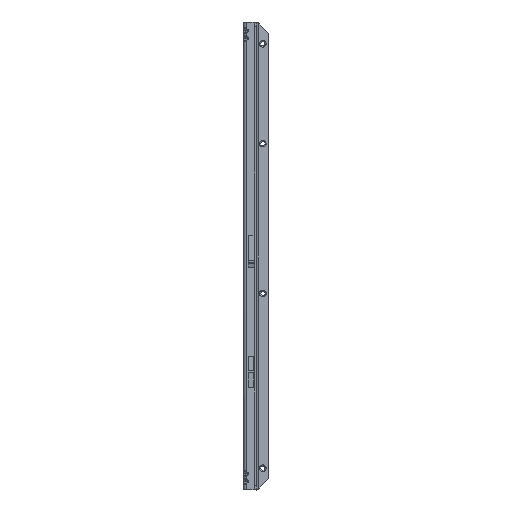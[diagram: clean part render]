
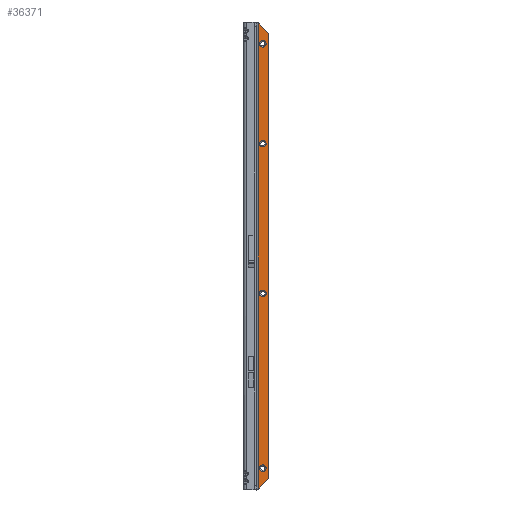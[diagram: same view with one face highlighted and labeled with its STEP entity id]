
A CAD part, front view. The second image highlights one B-rep face of the part: STEP entity #36371.
In plain terms, the highlighted planar face has unit normal (0, -1, 0).
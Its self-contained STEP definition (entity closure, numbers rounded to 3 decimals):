
#285 = CIRCLE ( 'NONE', #54745, 4.25 ) ;
#348 = DIRECTION ( 'NONE',  ( 0., 1., 0. ) ) ;
#1655 = CIRCLE ( 'NONE', #3451, 4.25 ) ;
#1909 = DIRECTION ( 'NONE',  ( 0., 1., 0. ) ) ;
#2307 = CARTESIAN_POINT ( 'NONE',  ( 0.5, -1.5, -598.742 ) ) ;
#2341 = EDGE_CURVE ( 'NONE', #29044, #49897, #12647, .T. ) ;
#2808 = CIRCLE ( 'NONE', #9945, 4.25 ) ;
#2813 = DIRECTION ( 'NONE',  ( -1., 0., 0. ) ) ;
#2845 = LINE ( 'NONE', #7880, #55050 ) ;
#3451 = AXIS2_PLACEMENT_3D ( 'NONE', #47628, #348, #50680 ) ;
#3515 = CARTESIAN_POINT ( 'NONE',  ( 6.5, -1.5, -28. ) ) ;
#3676 = DIRECTION ( 'NONE',  ( 0., 0., 1. ) ) ;
#3975 = CARTESIAN_POINT ( 'NONE',  ( 6.5, -1.5, -572. ) ) ;
#4248 = DIRECTION ( 'NONE',  ( 0., 1., 0. ) ) ;
#4265 = LINE ( 'NONE', #51215, #18722 ) ;
#4614 = CARTESIAN_POINT ( 'NONE',  ( 6.5, -1.5, -160.25 ) ) ;
#5452 = VECTOR ( 'NONE', #25234, 1000. ) ;
#5554 = EDGE_CURVE ( 'NONE', #38555, #48245, #4265, .T. ) ;
#7470 = CARTESIAN_POINT ( 'NONE',  ( 6.5, -1.5, -156. ) ) ;
#7880 = CARTESIAN_POINT ( 'NONE',  ( 13.5, -1.5, 0. ) ) ;
#8808 = AXIS2_PLACEMENT_3D ( 'NONE', #7470, #20019, #31775 ) ;
#9196 = EDGE_LOOP ( 'NONE', ( #39364, #38132 ) ) ;
#9487 = CARTESIAN_POINT ( 'NONE',  ( 6.5, -1.5, -567.75 ) ) ;
#9574 = FACE_BOUND ( 'NONE', #46269, .T. ) ;
#9667 = EDGE_CURVE ( 'NONE', #21420, #41619, #2845, .T. ) ;
#9945 = AXIS2_PLACEMENT_3D ( 'NONE', #43869, #1909, #18948 ) ;
#9973 = EDGE_CURVE ( 'NONE', #38555, #21420, #45569, .T. ) ;
#10003 = DIRECTION ( 'NONE',  ( 0., 1., 0. ) ) ;
#10263 = CARTESIAN_POINT ( 'NONE',  ( 13.5, -1.5, -14.258 ) ) ;
#10409 = CIRCLE ( 'NONE', #22004, 4.25 ) ;
#10424 = CIRCLE ( 'NONE', #44422, 4.25 ) ;
#11507 = CARTESIAN_POINT ( 'NONE',  ( 6.5, -1.5, -32.25 ) ) ;
#11605 = AXIS2_PLACEMENT_3D ( 'NONE', #23387, #31228, #14748 ) ;
#11623 = DIRECTION ( 'NONE',  ( 0., 1., 0. ) ) ;
#12083 = EDGE_CURVE ( 'NONE', #42802, #12152, #50763, .T. ) ;
#12112 = VERTEX_POINT ( 'NONE', #15023 ) ;
#12152 = VERTEX_POINT ( 'NONE', #32898 ) ;
#12647 = CIRCLE ( 'NONE', #21571, 4.25 ) ;
#14166 = EDGE_CURVE ( 'NONE', #12112, #32154, #10409, .T. ) ;
#14748 = DIRECTION ( 'NONE',  ( -1., 0., 0. ) ) ;
#15023 = CARTESIAN_POINT ( 'NONE',  ( 6.5, -1.5, -23.75 ) ) ;
#16027 = ORIENTED_EDGE ( 'NONE', *, *, #2341, .T. ) ;
#16223 = EDGE_CURVE ( 'NONE', #32154, #12112, #10424, .T. ) ;
#16466 = CARTESIAN_POINT ( 'NONE',  ( 6.5, -1.5, -576.25 ) ) ;
#17234 = EDGE_CURVE ( 'NONE', #12152, #42802, #1655, .T. ) ;
#17703 = DIRECTION ( 'NONE',  ( 0., 1., 0. ) ) ;
#18434 = EDGE_LOOP ( 'NONE', ( #31777, #51085, #50509, #43243 ) ) ;
#18722 = VECTOR ( 'NONE', #47896, 1000. ) ;
#18948 = DIRECTION ( 'NONE',  ( -1., 0., 0. ) ) ;
#20019 = DIRECTION ( 'NONE',  ( 0., 1., 0. ) ) ;
#21420 = VERTEX_POINT ( 'NONE', #53306 ) ;
#21571 = AXIS2_PLACEMENT_3D ( 'NONE', #41660, #50041, #2813 ) ;
#22004 = AXIS2_PLACEMENT_3D ( 'NONE', #34888, #10003, #27025 ) ;
#23375 = AXIS2_PLACEMENT_3D ( 'NONE', #52074, #17703, #26596 ) ;
#23387 = CARTESIAN_POINT ( 'NONE',  ( 6.5, -1.5, -348. ) ) ;
#24812 = CARTESIAN_POINT ( 'NONE',  ( 0.121, -1.5, -599.121 ) ) ;
#25234 = DIRECTION ( 'NONE',  ( -0.707, 0., 0.707 ) ) ;
#26033 = FACE_BOUND ( 'NONE', #9196, .T. ) ;
#26596 = DIRECTION ( 'NONE',  ( -1., 0., 0. ) ) ;
#26885 = PLANE ( 'NONE',  #23375 ) ;
#27025 = DIRECTION ( 'NONE',  ( -1., 0., 0. ) ) ;
#28653 = DIRECTION ( 'NONE',  ( -1., 0., 0. ) ) ;
#29018 = DIRECTION ( 'NONE',  ( 0.707, 0., 0.707 ) ) ;
#29044 = VERTEX_POINT ( 'NONE', #9487 ) ;
#29343 = CARTESIAN_POINT ( 'NONE',  ( 6.5, -1.5, -343.75 ) ) ;
#29435 = ORIENTED_EDGE ( 'NONE', *, *, #50265, .T. ) ;
#30094 = VERTEX_POINT ( 'NONE', #29343 ) ;
#30352 = CIRCLE ( 'NONE', #11605, 4.25 ) ;
#30837 = FACE_BOUND ( 'NONE', #41478, .T. ) ;
#31228 = DIRECTION ( 'NONE',  ( 0., 1., 0. ) ) ;
#31775 = DIRECTION ( 'NONE',  ( -1., 0., 0. ) ) ;
#31777 = ORIENTED_EDGE ( 'NONE', *, *, #48976, .T. ) ;
#32154 = VERTEX_POINT ( 'NONE', #11507 ) ;
#32898 = CARTESIAN_POINT ( 'NONE',  ( 6.5, -1.5, -151.75 ) ) ;
#34347 = EDGE_CURVE ( 'NONE', #30094, #38349, #2808, .T. ) ;
#34888 = CARTESIAN_POINT ( 'NONE',  ( 6.5, -1.5, -28. ) ) ;
#35024 = FACE_BOUND ( 'NONE', #42068, .T. ) ;
#35919 = CARTESIAN_POINT ( 'NONE',  ( 6.5, -1.5, -352.25 ) ) ;
#35959 = ORIENTED_EDGE ( 'NONE', *, *, #17234, .T. ) ;
#36371 = ADVANCED_FACE ( 'NONE', ( #30837, #9574, #35024, #26033, #47653 ), #26885, .F. ) ;
#37560 = CARTESIAN_POINT ( 'NONE',  ( 0.121, -1.5, -0.879 ) ) ;
#37830 = ORIENTED_EDGE ( 'NONE', *, *, #34347, .T. ) ;
#38132 = ORIENTED_EDGE ( 'NONE', *, *, #16223, .T. ) ;
#38349 = VERTEX_POINT ( 'NONE', #35919 ) ;
#38555 = VERTEX_POINT ( 'NONE', #2307 ) ;
#39364 = ORIENTED_EDGE ( 'NONE', *, *, #14166, .T. ) ;
#41478 = EDGE_LOOP ( 'NONE', ( #16027, #29435 ) ) ;
#41619 = VERTEX_POINT ( 'NONE', #10263 ) ;
#41660 = CARTESIAN_POINT ( 'NONE',  ( 6.5, -1.5, -572. ) ) ;
#42068 = EDGE_LOOP ( 'NONE', ( #35959, #50832 ) ) ;
#42802 = VERTEX_POINT ( 'NONE', #4614 ) ;
#42909 = ORIENTED_EDGE ( 'NONE', *, *, #47728, .T. ) ;
#43243 = ORIENTED_EDGE ( 'NONE', *, *, #9667, .T. ) ;
#43869 = CARTESIAN_POINT ( 'NONE',  ( 6.5, -1.5, -348. ) ) ;
#44422 = AXIS2_PLACEMENT_3D ( 'NONE', #3515, #11623, #28653 ) ;
#45569 = LINE ( 'NONE', #24812, #48844 ) ;
#45652 = DIRECTION ( 'NONE',  ( -1., 0., 0. ) ) ;
#46269 = EDGE_LOOP ( 'NONE', ( #37830, #42909 ) ) ;
#47628 = CARTESIAN_POINT ( 'NONE',  ( 6.5, -1.5, -156. ) ) ;
#47653 = FACE_OUTER_BOUND ( 'NONE', #18434, .T. ) ;
#47728 = EDGE_CURVE ( 'NONE', #38349, #30094, #30352, .T. ) ;
#47896 = DIRECTION ( 'NONE',  ( 0., 0., 1. ) ) ;
#48245 = VERTEX_POINT ( 'NONE', #55151 ) ;
#48844 = VECTOR ( 'NONE', #29018, 1000. ) ;
#48976 = EDGE_CURVE ( 'NONE', #41619, #48245, #50438, .T. ) ;
#49897 = VERTEX_POINT ( 'NONE', #16466 ) ;
#50041 = DIRECTION ( 'NONE',  ( 0., 1., 0. ) ) ;
#50265 = EDGE_CURVE ( 'NONE', #49897, #29044, #285, .T. ) ;
#50438 = LINE ( 'NONE', #37560, #5452 ) ;
#50509 = ORIENTED_EDGE ( 'NONE', *, *, #9973, .T. ) ;
#50680 = DIRECTION ( 'NONE',  ( -1., 0., 0. ) ) ;
#50763 = CIRCLE ( 'NONE', #8808, 4.25 ) ;
#50832 = ORIENTED_EDGE ( 'NONE', *, *, #12083, .T. ) ;
#51085 = ORIENTED_EDGE ( 'NONE', *, *, #5554, .F. ) ;
#51215 = CARTESIAN_POINT ( 'NONE',  ( 0.5, -1.5, -600. ) ) ;
#52074 = CARTESIAN_POINT ( 'NONE',  ( 0., -1.5, -600. ) ) ;
#53306 = CARTESIAN_POINT ( 'NONE',  ( 13.5, -1.5, -585.742 ) ) ;
#54745 = AXIS2_PLACEMENT_3D ( 'NONE', #3975, #4248, #45652 ) ;
#55050 = VECTOR ( 'NONE', #3676, 1000. ) ;
#55151 = CARTESIAN_POINT ( 'NONE',  ( 0.5, -1.5, -1.258 ) ) ;
